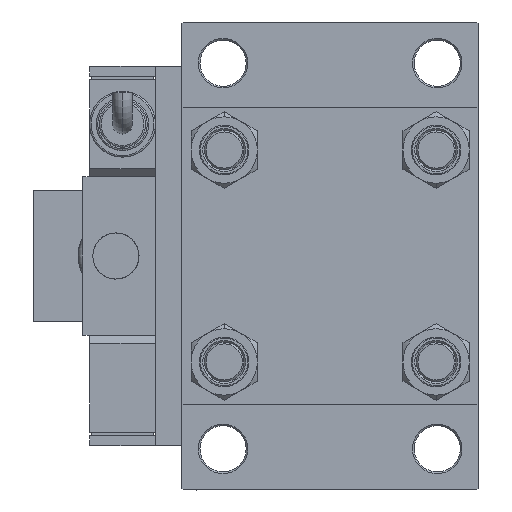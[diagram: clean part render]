
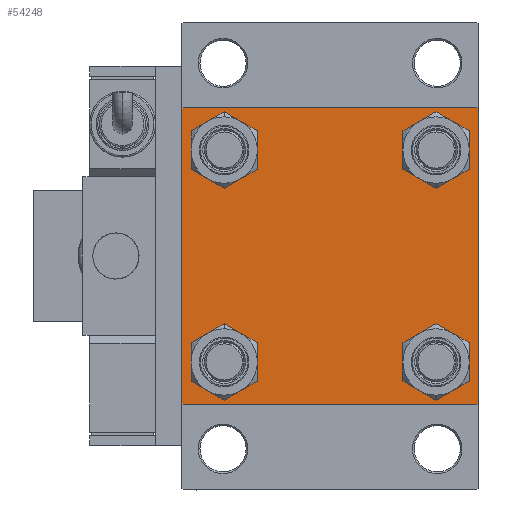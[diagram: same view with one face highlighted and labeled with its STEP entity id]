
A CAD part, left-side view. The second image highlights one B-rep face of the part: STEP entity #54248.
In plain terms, the highlighted planar face has unit normal (-1, 0, 0).
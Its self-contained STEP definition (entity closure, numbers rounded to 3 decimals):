
#340 = EDGE_LOOP ( 'NONE', ( #45377, #7564 ) ) ;
#473 = DIRECTION ( 'NONE',  ( 0., 0., 1. ) ) ;
#540 = EDGE_CURVE ( 'NONE', #53090, #29300, #15010, .T. ) ;
#567 = EDGE_CURVE ( 'NONE', #42415, #42212, #41434, .T. ) ;
#604 = CARTESIAN_POINT ( 'NONE',  ( 0., 45., -45. ) ) ;
#630 = VECTOR ( 'NONE', #11472, 1000. ) ;
#1145 = LINE ( 'NONE', #604, #50372 ) ;
#1394 = CARTESIAN_POINT ( 'NONE',  ( 0., 44.5, 45. ) ) ;
#1838 = ORIENTED_EDGE ( 'NONE', *, *, #42166, .T. ) ;
#2255 = DIRECTION ( 'NONE',  ( 0., 0.707, 0.707 ) ) ;
#4580 = DIRECTION ( 'NONE',  ( 0., -1., 0. ) ) ;
#5525 = CARTESIAN_POINT ( 'NONE',  ( 0., -44.5, 45. ) ) ;
#5598 = DIRECTION ( 'NONE',  ( 0., -1., 0. ) ) ;
#5768 = AXIS2_PLACEMENT_3D ( 'NONE', #19767, #32852, #19222 ) ;
#6421 = CARTESIAN_POINT ( 'NONE',  ( 0., -44.75, 44.75 ) ) ;
#6591 = CARTESIAN_POINT ( 'NONE',  ( 0., 45., 44.5 ) ) ;
#6945 = DIRECTION ( 'NONE',  ( 0., 0.707, -0.707 ) ) ;
#7531 = CIRCLE ( 'NONE', #5768, 6.5 ) ;
#7564 = ORIENTED_EDGE ( 'NONE', *, *, #540, .T. ) ;
#8877 = CIRCLE ( 'NONE', #39089, 6.5 ) ;
#8889 = VERTEX_POINT ( 'NONE', #18596 ) ;
#9082 = FACE_BOUND ( 'NONE', #45860, .T. ) ;
#9325 = EDGE_CURVE ( 'NONE', #40949, #37534, #36985, .T. ) ;
#9505 = ORIENTED_EDGE ( 'NONE', *, *, #42064, .F. ) ;
#9559 = VERTEX_POINT ( 'NONE', #21119 ) ;
#10135 = ORIENTED_EDGE ( 'NONE', *, *, #40268, .T. ) ;
#10290 = ORIENTED_EDGE ( 'NONE', *, *, #14962, .T. ) ;
#10836 = ORIENTED_EDGE ( 'NONE', *, *, #51393, .T. ) ;
#11150 = DIRECTION ( 'NONE',  ( 1., 0., 0. ) ) ;
#11233 = CARTESIAN_POINT ( 'NONE',  ( 0., 32.15, -32.15 ) ) ;
#11336 = DIRECTION ( 'NONE',  ( 0., 0., 1. ) ) ;
#11472 = DIRECTION ( 'NONE',  ( 0., -0.707, 0.707 ) ) ;
#11904 = CARTESIAN_POINT ( 'NONE',  ( 0., 45., -44.5 ) ) ;
#13653 = CARTESIAN_POINT ( 'NONE',  ( 0., 44.5, -45. ) ) ;
#14083 = DIRECTION ( 'NONE',  ( 1., 0., 0. ) ) ;
#14091 = EDGE_CURVE ( 'NONE', #52229, #38431, #38244, .T. ) ;
#14341 = CARTESIAN_POINT ( 'NONE',  ( 0., 32.15, 32.15 ) ) ;
#14862 = DIRECTION ( 'NONE',  ( 0., 0., 1. ) ) ;
#14962 = EDGE_CURVE ( 'NONE', #54233, #22111, #7531, .T. ) ;
#15010 = CIRCLE ( 'NONE', #49623, 6.5 ) ;
#15056 = CARTESIAN_POINT ( 'NONE',  ( 0., 32.15, -32.15 ) ) ;
#16325 = AXIS2_PLACEMENT_3D ( 'NONE', #50587, #46408, #25270 ) ;
#17089 = LINE ( 'NONE', #25698, #40262 ) ;
#17428 = FACE_BOUND ( 'NONE', #23668, .T. ) ;
#18596 = CARTESIAN_POINT ( 'NONE',  ( 0., 32.15, -38.65 ) ) ;
#18929 = ORIENTED_EDGE ( 'NONE', *, *, #54276, .T. ) ;
#19222 = DIRECTION ( 'NONE',  ( 0., 0., 1. ) ) ;
#19352 = EDGE_CURVE ( 'NONE', #38431, #33047, #1145, .T. ) ;
#19533 = CARTESIAN_POINT ( 'NONE',  ( 0., -44.75, -44.75 ) ) ;
#19767 = CARTESIAN_POINT ( 'NONE',  ( 0., -32.15, -32.15 ) ) ;
#19833 = CIRCLE ( 'NONE', #26085, 6.5 ) ;
#20087 = EDGE_CURVE ( 'NONE', #33047, #39227, #32067, .T. ) ;
#20193 = AXIS2_PLACEMENT_3D ( 'NONE', #15056, #32028, #37021 ) ;
#20952 = VECTOR ( 'NONE', #51600, 1000. ) ;
#21119 = CARTESIAN_POINT ( 'NONE',  ( 0., 32.15, -25.65 ) ) ;
#21606 = CARTESIAN_POINT ( 'NONE',  ( 0., -32.15, -25.65 ) ) ;
#21877 = DIRECTION ( 'NONE',  ( 0., 0., 1. ) ) ;
#22026 = AXIS2_PLACEMENT_3D ( 'NONE', #39380, #14083, #21877 ) ;
#22111 = VERTEX_POINT ( 'NONE', #46158 ) ;
#22976 = CARTESIAN_POINT ( 'NONE',  ( 0., -32.15, 38.65 ) ) ;
#23668 = EDGE_LOOP ( 'NONE', ( #1838, #18929 ) ) ;
#23672 = CIRCLE ( 'NONE', #49569, 6.5 ) ;
#23845 = CARTESIAN_POINT ( 'NONE',  ( 0., -32.15, -32.15 ) ) ;
#23885 = CARTESIAN_POINT ( 'NONE',  ( 0., -44.5, -45. ) ) ;
#24445 = LINE ( 'NONE', #41118, #43842 ) ;
#25270 = DIRECTION ( 'NONE',  ( 0., 0., 1. ) ) ;
#25698 = CARTESIAN_POINT ( 'NONE',  ( 0., 45., 45. ) ) ;
#26085 = AXIS2_PLACEMENT_3D ( 'NONE', #11233, #52974, #14862 ) ;
#26383 = VERTEX_POINT ( 'NONE', #22976 ) ;
#26805 = VECTOR ( 'NONE', #6945, 1000. ) ;
#26875 = PLANE ( 'NONE',  #52248 ) ;
#28576 = DIRECTION ( 'NONE',  ( 1., 0., 0. ) ) ;
#28678 = EDGE_CURVE ( 'NONE', #29300, #53090, #8877, .T. ) ;
#29300 = VERTEX_POINT ( 'NONE', #33631 ) ;
#29365 = CARTESIAN_POINT ( 'NONE',  ( 0., 44.75, -44.75 ) ) ;
#29436 = DIRECTION ( 'NONE',  ( 0., 0., -1. ) ) ;
#30222 = FACE_OUTER_BOUND ( 'NONE', #35482, .T. ) ;
#32028 = DIRECTION ( 'NONE',  ( 1., 0., 0. ) ) ;
#32067 = LINE ( 'NONE', #19533, #630 ) ;
#32286 = DIRECTION ( 'NONE',  ( 0., 0., 1. ) ) ;
#32770 = VECTOR ( 'NONE', #2255, 1000. ) ;
#32852 = DIRECTION ( 'NONE',  ( 1., 0., 0. ) ) ;
#33047 = VERTEX_POINT ( 'NONE', #23885 ) ;
#33212 = ORIENTED_EDGE ( 'NONE', *, *, #14091, .T. ) ;
#33631 = CARTESIAN_POINT ( 'NONE',  ( 0., 32.15, 38.65 ) ) ;
#35482 = EDGE_LOOP ( 'NONE', ( #10135, #33212, #40408, #35906, #9505, #38951, #47396, #40368 ) ) ;
#35906 = ORIENTED_EDGE ( 'NONE', *, *, #20087, .T. ) ;
#36191 = EDGE_CURVE ( 'NONE', #40949, #42212, #17089, .T. ) ;
#36985 = LINE ( 'NONE', #53959, #26805 ) ;
#37021 = DIRECTION ( 'NONE',  ( 0., 0., 1. ) ) ;
#37534 = VERTEX_POINT ( 'NONE', #6591 ) ;
#38244 = LINE ( 'NONE', #29365, #20952 ) ;
#38431 = VERTEX_POINT ( 'NONE', #13653 ) ;
#38562 = FACE_BOUND ( 'NONE', #340, .T. ) ;
#38951 = ORIENTED_EDGE ( 'NONE', *, *, #567, .T. ) ;
#39089 = AXIS2_PLACEMENT_3D ( 'NONE', #14341, #43258, #47711 ) ;
#39227 = VERTEX_POINT ( 'NONE', #43683 ) ;
#39380 = CARTESIAN_POINT ( 'NONE',  ( 0., -32.15, 32.15 ) ) ;
#39647 = DIRECTION ( 'NONE',  ( -1., 0., 0. ) ) ;
#40262 = VECTOR ( 'NONE', #4580, 1000. ) ;
#40268 = EDGE_CURVE ( 'NONE', #37534, #52229, #42489, .T. ) ;
#40282 = CIRCLE ( 'NONE', #16325, 6.5 ) ;
#40368 = ORIENTED_EDGE ( 'NONE', *, *, #9325, .T. ) ;
#40408 = ORIENTED_EDGE ( 'NONE', *, *, #19352, .T. ) ;
#40949 = VERTEX_POINT ( 'NONE', #1394 ) ;
#41118 = CARTESIAN_POINT ( 'NONE',  ( 0., -45., 45. ) ) ;
#41434 = LINE ( 'NONE', #6421, #32770 ) ;
#41439 = EDGE_CURVE ( 'NONE', #9559, #8889, #19833, .T. ) ;
#41820 = ORIENTED_EDGE ( 'NONE', *, *, #49935, .T. ) ;
#42064 = EDGE_CURVE ( 'NONE', #42415, #39227, #24445, .T. ) ;
#42166 = EDGE_CURVE ( 'NONE', #26383, #45700, #40282, .T. ) ;
#42212 = VERTEX_POINT ( 'NONE', #5525 ) ;
#42415 = VERTEX_POINT ( 'NONE', #46072 ) ;
#42489 = LINE ( 'NONE', #46668, #43791 ) ;
#43258 = DIRECTION ( 'NONE',  ( 1., 0., 0. ) ) ;
#43356 = CARTESIAN_POINT ( 'NONE',  ( 0., 32.15, 25.65 ) ) ;
#43683 = CARTESIAN_POINT ( 'NONE',  ( 0., -45., -44.5 ) ) ;
#43791 = VECTOR ( 'NONE', #29436, 1000. ) ;
#43842 = VECTOR ( 'NONE', #49207, 1000. ) ;
#45377 = ORIENTED_EDGE ( 'NONE', *, *, #28678, .T. ) ;
#45388 = ORIENTED_EDGE ( 'NONE', *, *, #41439, .T. ) ;
#45700 = VERTEX_POINT ( 'NONE', #51870 ) ;
#45840 = EDGE_LOOP ( 'NONE', ( #10290, #10836 ) ) ;
#45860 = EDGE_LOOP ( 'NONE', ( #45388, #41820 ) ) ;
#45995 = CIRCLE ( 'NONE', #22026, 6.5 ) ;
#46072 = CARTESIAN_POINT ( 'NONE',  ( 0., -45., 44.5 ) ) ;
#46158 = CARTESIAN_POINT ( 'NONE',  ( 0., -32.15, -38.65 ) ) ;
#46408 = DIRECTION ( 'NONE',  ( 1., 0., 0. ) ) ;
#46668 = CARTESIAN_POINT ( 'NONE',  ( 0., 45., 45. ) ) ;
#46842 = CIRCLE ( 'NONE', #20193, 6.5 ) ;
#47396 = ORIENTED_EDGE ( 'NONE', *, *, #36191, .F. ) ;
#47711 = DIRECTION ( 'NONE',  ( 0., 0., 1. ) ) ;
#48976 = CARTESIAN_POINT ( 'NONE',  ( 0., 32.15, 32.15 ) ) ;
#49207 = DIRECTION ( 'NONE',  ( 0., 0., -1. ) ) ;
#49569 = AXIS2_PLACEMENT_3D ( 'NONE', #23845, #28576, #11336 ) ;
#49623 = AXIS2_PLACEMENT_3D ( 'NONE', #48976, #11150, #32286 ) ;
#49935 = EDGE_CURVE ( 'NONE', #8889, #9559, #46842, .T. ) ;
#50372 = VECTOR ( 'NONE', #5598, 1000. ) ;
#50587 = CARTESIAN_POINT ( 'NONE',  ( 0., -32.15, 32.15 ) ) ;
#51393 = EDGE_CURVE ( 'NONE', #22111, #54233, #23672, .T. ) ;
#51600 = DIRECTION ( 'NONE',  ( 0., -0.707, -0.707 ) ) ;
#51639 = CARTESIAN_POINT ( 'NONE',  ( 0., 0., 0. ) ) ;
#51870 = CARTESIAN_POINT ( 'NONE',  ( 0., -32.15, 25.65 ) ) ;
#52187 = FACE_BOUND ( 'NONE', #45840, .T. ) ;
#52229 = VERTEX_POINT ( 'NONE', #11904 ) ;
#52248 = AXIS2_PLACEMENT_3D ( 'NONE', #51639, #39647, #473 ) ;
#52974 = DIRECTION ( 'NONE',  ( 1., 0., 0. ) ) ;
#53090 = VERTEX_POINT ( 'NONE', #43356 ) ;
#53959 = CARTESIAN_POINT ( 'NONE',  ( 0., 44.75, 44.75 ) ) ;
#54233 = VERTEX_POINT ( 'NONE', #21606 ) ;
#54248 = ADVANCED_FACE ( 'NONE', ( #17428, #52187, #9082, #38562, #30222 ), #26875, .T. ) ;
#54276 = EDGE_CURVE ( 'NONE', #45700, #26383, #45995, .T. ) ;
